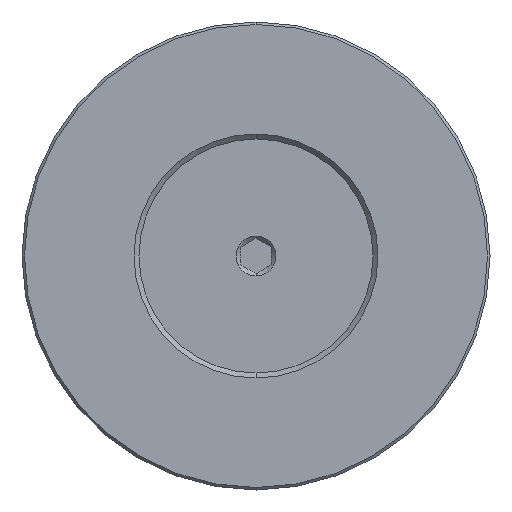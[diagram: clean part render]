
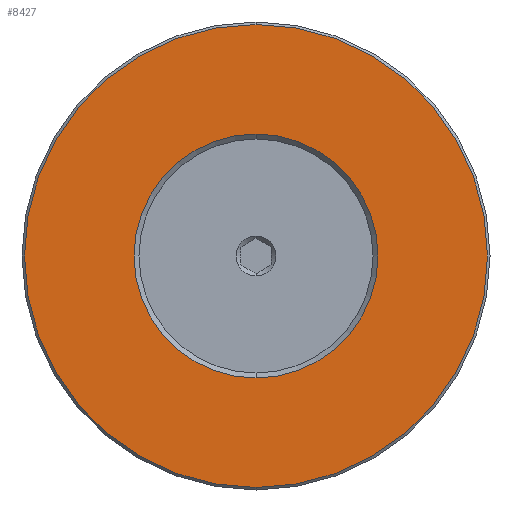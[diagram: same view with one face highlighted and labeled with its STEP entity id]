
A CAD part, front view. The second image highlights one B-rep face of the part: STEP entity #8427.
In plain terms, the highlighted planar face has unit normal (0, -1, 0).
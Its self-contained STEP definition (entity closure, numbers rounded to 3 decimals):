
#818 = DIRECTION ( 'NONE',  ( 0., 0., 1. ) ) ;
#1097 = DIRECTION ( 'NONE',  ( 0., 0., 1. ) ) ;
#1215 = EDGE_CURVE ( 'NONE', #3923, #7880, #9817, .T. ) ;
#1300 = CARTESIAN_POINT ( 'NONE',  ( 0., 0., 0. ) ) ;
#1687 = EDGE_CURVE ( 'NONE', #9771, #5991, #9047, .T. ) ;
#1693 = DIRECTION ( 'NONE',  ( 0., 0., 1. ) ) ;
#1792 = CARTESIAN_POINT ( 'NONE',  ( 0., 0., 0. ) ) ;
#2705 = CIRCLE ( 'NONE', #3099, 23.25 ) ;
#2865 = ORIENTED_EDGE ( 'NONE', *, *, #10539, .T. ) ;
#2881 = EDGE_LOOP ( 'NONE', ( #2865, #8467 ) ) ;
#2925 = CARTESIAN_POINT ( 'NONE',  ( 0., 0., 0. ) ) ;
#3099 = AXIS2_PLACEMENT_3D ( 'NONE', #2925, #3976, #1097 ) ;
#3185 = ORIENTED_EDGE ( 'NONE', *, *, #9571, .T. ) ;
#3569 = FACE_BOUND ( 'NONE', #11763, .T. ) ;
#3765 = DIRECTION ( 'NONE',  ( 0., -1., 0. ) ) ;
#3923 = VERTEX_POINT ( 'NONE', #8115 ) ;
#3930 = CARTESIAN_POINT ( 'NONE',  ( 0., 0., -12.25 ) ) ;
#3976 = DIRECTION ( 'NONE',  ( 0., -1., 0. ) ) ;
#4555 = CARTESIAN_POINT ( 'NONE',  ( 0., 0., 12.25 ) ) ;
#4684 = CIRCLE ( 'NONE', #11164, 12.25 ) ;
#4969 = DIRECTION ( 'NONE',  ( 0., 0., 1. ) ) ;
#5461 = PLANE ( 'NONE',  #7222 ) ;
#5638 = DIRECTION ( 'NONE',  ( 0., 1., 0. ) ) ;
#5991 = VERTEX_POINT ( 'NONE', #4555 ) ;
#6288 = AXIS2_PLACEMENT_3D ( 'NONE', #10276, #3765, #1693 ) ;
#7222 = AXIS2_PLACEMENT_3D ( 'NONE', #10311, #5638, #818 ) ;
#7304 = DIRECTION ( 'NONE',  ( 0., 1., 0. ) ) ;
#7880 = VERTEX_POINT ( 'NONE', #10673 ) ;
#8115 = CARTESIAN_POINT ( 'NONE',  ( 0., 0., -23.25 ) ) ;
#8427 = ADVANCED_FACE ( 'NONE', ( #3569, #10255 ), #5461, .F. ) ;
#8467 = ORIENTED_EDGE ( 'NONE', *, *, #1215, .T. ) ;
#9047 = CIRCLE ( 'NONE', #11982, 12.25 ) ;
#9114 = ORIENTED_EDGE ( 'NONE', *, *, #1687, .T. ) ;
#9571 = EDGE_CURVE ( 'NONE', #5991, #9771, #4684, .T. ) ;
#9642 = DIRECTION ( 'NONE',  ( 0., 1., 0. ) ) ;
#9771 = VERTEX_POINT ( 'NONE', #3930 ) ;
#9817 = CIRCLE ( 'NONE', #6288, 23.25 ) ;
#10255 = FACE_OUTER_BOUND ( 'NONE', #2881, .T. ) ;
#10276 = CARTESIAN_POINT ( 'NONE',  ( 0., 0., 0. ) ) ;
#10311 = CARTESIAN_POINT ( 'NONE',  ( 0., 0., 0. ) ) ;
#10539 = EDGE_CURVE ( 'NONE', #7880, #3923, #2705, .T. ) ;
#10673 = CARTESIAN_POINT ( 'NONE',  ( 0., 0., 23.25 ) ) ;
#11010 = DIRECTION ( 'NONE',  ( 0., 0., 1. ) ) ;
#11164 = AXIS2_PLACEMENT_3D ( 'NONE', #1300, #9642, #4969 ) ;
#11763 = EDGE_LOOP ( 'NONE', ( #9114, #3185 ) ) ;
#11982 = AXIS2_PLACEMENT_3D ( 'NONE', #1792, #7304, #11010 ) ;
